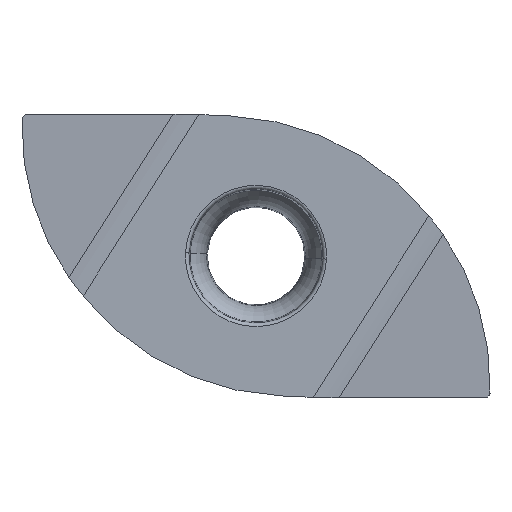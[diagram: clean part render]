
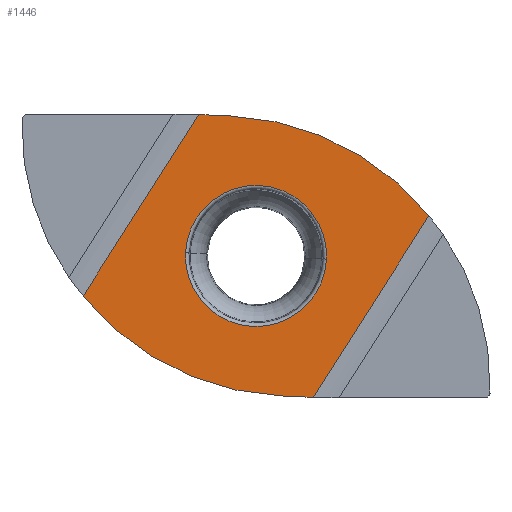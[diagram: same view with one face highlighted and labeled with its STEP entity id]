
A CAD part, top view. The second image highlights one B-rep face of the part: STEP entity #1446.
In plain terms, the highlighted planar face has unit normal (0, 0, 1).
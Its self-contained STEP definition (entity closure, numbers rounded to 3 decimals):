
#16=CARTESIAN_POINT('',(-2.188,-7.633,0.));
#17=DIRECTION('',(0.,0.,-1.));
#18=DIRECTION('',(0.045,0.999,0.));
#19=AXIS2_PLACEMENT_3D('',#16,#17,#18);
#25=DIRECTION('',(-0.538,-0.843,0.));
#26=VECTOR('',#25,12.565);
#27=CARTESIAN_POINT('',(10.094,2.341,0.));
#28=LINE('',#27,#26);
#32=DIRECTION('',(-0.999,0.044,0.));
#33=VECTOR('',#32,1.866);
#34=CARTESIAN_POINT('',(3.34,-8.255,0.));
#35=LINE('',#34,#33);
#39=CARTESIAN_POINT('',(2.188,7.633,0.));
#40=DIRECTION('',(0.,0.,-1.));
#41=DIRECTION('',(-0.045,-0.999,0.));
#42=AXIS2_PLACEMENT_3D('',#39,#40,#41);
#47=DIRECTION('',(0.538,0.843,0.));
#48=VECTOR('',#47,12.565);
#49=CARTESIAN_POINT('',(-10.094,-2.341,
0.));
#50=LINE('',#49,#48);
#54=DIRECTION('',(0.999,-0.044,0.));
#55=VECTOR('',#54,1.866);
#56=CARTESIAN_POINT('',(-3.34,8.255,0.));
#57=LINE('',#56,#55);
#61=CARTESIAN_POINT('',(0.,0.,0.));
#62=DIRECTION('',(0.,0.,1.));
#63=DIRECTION('',(-0.999,0.044,0.));
#64=AXIS2_PLACEMENT_3D('',#61,#62,#63);
#69=CARTESIAN_POINT('',(0.,0.,0.));
#70=DIRECTION('',(0.,0.,1.));
#71=DIRECTION('',(0.999,-0.044,0.));
#72=AXIS2_PLACEMENT_3D('',#69,#70,#71);
#1281=CARTESIAN_POINT('',(-4.114,0.181,
0.));
#1282=CARTESIAN_POINT('',(4.114,-0.181,
0.));
#1283=VERTEX_POINT('',#1281);
#1284=VERTEX_POINT('',#1282);
#1285=CARTESIAN_POINT('',(-1.476,8.173,
0.));
#1286=CARTESIAN_POINT('',(10.094,2.341,
0.));
#1287=VERTEX_POINT('',#1285);
#1288=VERTEX_POINT('',#1286);
#1289=CARTESIAN_POINT('',(3.34,-8.255,
0.));
#1290=VERTEX_POINT('',#1289);
#1291=CARTESIAN_POINT('',(1.476,-8.173,
0.));
#1292=VERTEX_POINT('',#1291);
#1293=CARTESIAN_POINT('',(-10.094,-2.341,
0.));
#1294=VERTEX_POINT('',#1293);
#1295=CARTESIAN_POINT('',(-3.34,8.255,
0.));
#1296=VERTEX_POINT('',#1295);
#1421=CARTESIAN_POINT('',(0.,0.,0.));
#1422=DIRECTION('',(0.,0.,1.));
#1423=DIRECTION('',(0.999,-0.041,0.));
#1424=AXIS2_PLACEMENT_3D('',#1421,#1422,#1423);
#1425=PLANE('',#1424);
#1427=ORIENTED_EDGE('',*,*,#1426,.T.);
#1429=ORIENTED_EDGE('',*,*,#1428,.T.);
#1431=ORIENTED_EDGE('',*,*,#1430,.T.);
#1433=ORIENTED_EDGE('',*,*,#1432,.T.);
#1435=ORIENTED_EDGE('',*,*,#1434,.T.);
#1437=ORIENTED_EDGE('',*,*,#1436,.T.);
#1438=EDGE_LOOP('',(#1427,#1429,#1431,#1433,#1435,#1437));
#1439=FACE_OUTER_BOUND('',#1438,.F.);
#1441=ORIENTED_EDGE('',*,*,#1440,.T.);
#1443=ORIENTED_EDGE('',*,*,#1442,.T.);
#1444=EDGE_LOOP('',(#1441,#1443));
#1445=FACE_BOUND('',#1444,.F.);
#20=CIRCLE('',#19,15.822);
#43=CIRCLE('',#42,15.822);
#65=CIRCLE('',#64,4.118);
#73=CIRCLE('',#72,4.118);
#1426=EDGE_CURVE('',#1287,#1288,#20,.T.);
#1428=EDGE_CURVE('',#1288,#1290,#28,.T.);
#1430=EDGE_CURVE('',#1290,#1292,#35,.T.);
#1432=EDGE_CURVE('',#1292,#1294,#43,.T.);
#1434=EDGE_CURVE('',#1294,#1296,#50,.T.);
#1436=EDGE_CURVE('',#1296,#1287,#57,.T.);
#1440=EDGE_CURVE('',#1283,#1284,#65,.T.);
#1442=EDGE_CURVE('',#1284,#1283,#73,.T.);
#1446=ADVANCED_FACE('',(#1439,#1445),#1425,.T.);
